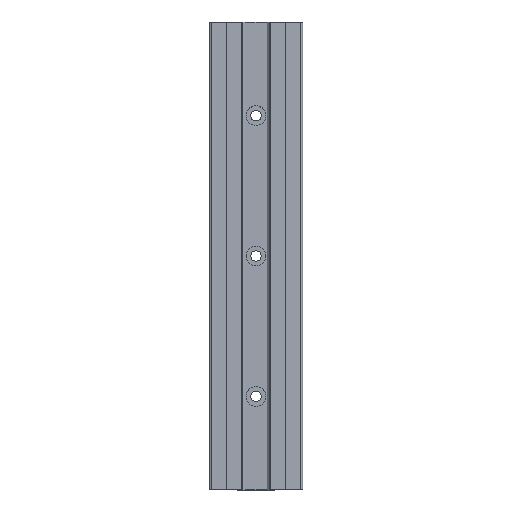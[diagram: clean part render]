
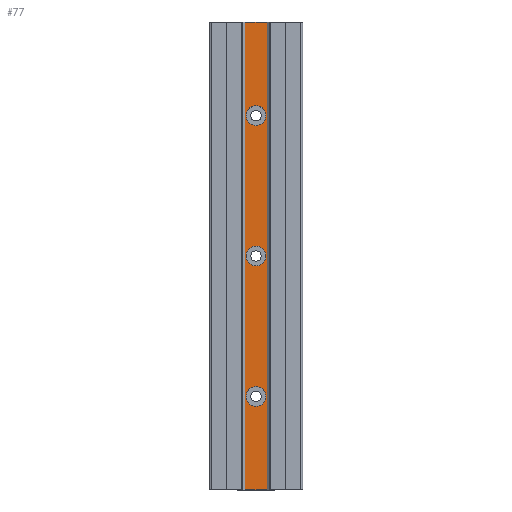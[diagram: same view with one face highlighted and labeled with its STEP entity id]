
A CAD part, top view. The second image highlights one B-rep face of the part: STEP entity #77.
In plain terms, the highlighted planar face has unit normal (0, 0, 1).
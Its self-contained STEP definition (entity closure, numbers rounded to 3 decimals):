
#19 = FACE_OUTER_BOUND ( 'NONE', #143, .T. ) ;
#34 = FACE_BOUND ( 'NONE', #1282, .T. ) ;
#61 = DIRECTION ( 'NONE',  ( 0., 0., 1. ) ) ;
#64 = DIRECTION ( 'NONE',  ( 1., 0., 0. ) ) ;
#77 = ADVANCED_FACE ( 'NONE', ( #1203, #34, #1276, #19 ), #1174, .T. ) ;
#111 = AXIS2_PLACEMENT_3D ( 'NONE', #617, #484, #122 ) ;
#117 = EDGE_LOOP ( 'NONE', ( #789, #803 ) ) ;
#122 = DIRECTION ( 'NONE',  ( 1., 0., 0. ) ) ;
#124 = LINE ( 'NONE', #765, #1467 ) ;
#143 = EDGE_LOOP ( 'NONE', ( #713, #555, #563, #1012 ) ) ;
#190 = CARTESIAN_POINT ( 'NONE',  ( 4.75, 0., 4.5 ) ) ;
#199 = DIRECTION ( 'NONE',  ( 0., 0., 1. ) ) ;
#210 = VERTEX_POINT ( 'NONE', #590 ) ;
#218 = AXIS2_PLACEMENT_3D ( 'NONE', #1443, #453, #64 ) ;
#252 = CARTESIAN_POINT ( 'NONE',  ( -4.25, 160., 4.5 ) ) ;
#298 = DIRECTION ( 'NONE',  ( 1., 0., 0. ) ) ;
#398 = VECTOR ( 'NONE', #491, 1000. ) ;
#405 = VERTEX_POINT ( 'NONE', #987 ) ;
#453 = DIRECTION ( 'NONE',  ( 0., 0., -1. ) ) ;
#482 = VERTEX_POINT ( 'NONE', #1379 ) ;
#484 = DIRECTION ( 'NONE',  ( 0., 0., -1. ) ) ;
#491 = DIRECTION ( 'NONE',  ( 0., -1., 0. ) ) ;
#492 = VERTEX_POINT ( 'NONE', #1504 ) ;
#496 = ORIENTED_EDGE ( 'NONE', *, *, #710, .F. ) ;
#518 = VERTEX_POINT ( 'NONE', #252 ) ;
#528 = EDGE_CURVE ( 'NONE', #492, #405, #124, .T. ) ;
#554 = DIRECTION ( 'NONE',  ( 0., 1., 0. ) ) ;
#555 = ORIENTED_EDGE ( 'NONE', *, *, #1127, .T. ) ;
#563 = ORIENTED_EDGE ( 'NONE', *, *, #528, .T. ) ;
#568 = CIRCLE ( 'NONE', #218, 4.25 ) ;
#586 = EDGE_LOOP ( 'NONE', ( #496, #658 ) ) ;
#590 = CARTESIAN_POINT ( 'NONE',  ( 4.25, 100., 4.5 ) ) ;
#595 = EDGE_CURVE ( 'NONE', #518, #482, #1339, .T. ) ;
#597 = VERTEX_POINT ( 'NONE', #1092 ) ;
#603 = CARTESIAN_POINT ( 'NONE',  ( 0., 0., 4.5 ) ) ;
#617 = CARTESIAN_POINT ( 'NONE',  ( 0., 100., 4.5 ) ) ;
#630 = CARTESIAN_POINT ( 'NONE',  ( -4.75, 0., 4.5 ) ) ;
#632 = CIRCLE ( 'NONE', #947, 4.25 ) ;
#642 = AXIS2_PLACEMENT_3D ( 'NONE', #1343, #1581, #1573 ) ;
#658 = ORIENTED_EDGE ( 'NONE', *, *, #1097, .F. ) ;
#688 = LINE ( 'NONE', #1483, #398 ) ;
#710 = EDGE_CURVE ( 'NONE', #809, #1042, #1480, .T. ) ;
#713 = ORIENTED_EDGE ( 'NONE', *, *, #1038, .T. ) ;
#733 = LINE ( 'NONE', #1059, #1168 ) ;
#739 = EDGE_CURVE ( 'NONE', #210, #597, #1018, .T. ) ;
#762 = EDGE_CURVE ( 'NONE', #405, #1024, #688, .T. ) ;
#763 = VECTOR ( 'NONE', #985, 1000. ) ;
#765 = CARTESIAN_POINT ( 'NONE',  ( 0., 200., 4.5 ) ) ;
#786 = DIRECTION ( 'NONE',  ( 1., 0., 0. ) ) ;
#789 = ORIENTED_EDGE ( 'NONE', *, *, #1479, .T. ) ;
#798 = CARTESIAN_POINT ( 'NONE',  ( 0., 40., 4.5 ) ) ;
#803 = ORIENTED_EDGE ( 'NONE', *, *, #595, .T. ) ;
#809 = VERTEX_POINT ( 'NONE', #1139 ) ;
#872 = DIRECTION ( 'NONE',  ( 1., 0., 0. ) ) ;
#876 = CARTESIAN_POINT ( 'NONE',  ( 0., 40., 4.5 ) ) ;
#918 = LINE ( 'NONE', #603, #763 ) ;
#931 = DIRECTION ( 'NONE',  ( 1., 0., 0. ) ) ;
#947 = AXIS2_PLACEMENT_3D ( 'NONE', #1032, #1519, #786 ) ;
#985 = DIRECTION ( 'NONE',  ( 1., 0., 0. ) ) ;
#987 = CARTESIAN_POINT ( 'NONE',  ( -4.75, 200., 4.5 ) ) ;
#1011 = DIRECTION ( 'NONE',  ( -1., 0., 0. ) ) ;
#1012 = ORIENTED_EDGE ( 'NONE', *, *, #762, .T. ) ;
#1018 = CIRCLE ( 'NONE', #111, 4.25 ) ;
#1024 = VERTEX_POINT ( 'NONE', #630 ) ;
#1032 = CARTESIAN_POINT ( 'NONE',  ( 0., 160., 4.5 ) ) ;
#1038 = EDGE_CURVE ( 'NONE', #1024, #1564, #918, .T. ) ;
#1042 = VERTEX_POINT ( 'NONE', #1208 ) ;
#1059 = CARTESIAN_POINT ( 'NONE',  ( 4.75, 100., 4.5 ) ) ;
#1060 = ORIENTED_EDGE ( 'NONE', *, *, #1326, .T. ) ;
#1092 = CARTESIAN_POINT ( 'NONE',  ( -4.25, 100., 4.5 ) ) ;
#1097 = EDGE_CURVE ( 'NONE', #1042, #809, #1310, .T. ) ;
#1113 = DIRECTION ( 'NONE',  ( 0., 0., 1. ) ) ;
#1127 = EDGE_CURVE ( 'NONE', #1564, #492, #733, .T. ) ;
#1139 = CARTESIAN_POINT ( 'NONE',  ( 4.25, 40., 4.5 ) ) ;
#1168 = VECTOR ( 'NONE', #554, 1000. ) ;
#1174 = PLANE ( 'NONE',  #1263 ) ;
#1196 = AXIS2_PLACEMENT_3D ( 'NONE', #798, #61, #931 ) ;
#1203 = FACE_BOUND ( 'NONE', #586, .T. ) ;
#1208 = CARTESIAN_POINT ( 'NONE',  ( -4.25, 40., 4.5 ) ) ;
#1263 = AXIS2_PLACEMENT_3D ( 'NONE', #1325, #199, #298 ) ;
#1276 = FACE_BOUND ( 'NONE', #117, .T. ) ;
#1282 = EDGE_LOOP ( 'NONE', ( #1405, #1060 ) ) ;
#1310 = CIRCLE ( 'NONE', #1196, 4.25 ) ;
#1325 = CARTESIAN_POINT ( 'NONE',  ( -4.75, 0., 4.5 ) ) ;
#1326 = EDGE_CURVE ( 'NONE', #597, #210, #568, .T. ) ;
#1339 = CIRCLE ( 'NONE', #642, 4.25 ) ;
#1343 = CARTESIAN_POINT ( 'NONE',  ( 0., 160., 4.5 ) ) ;
#1379 = CARTESIAN_POINT ( 'NONE',  ( 4.25, 160., 4.5 ) ) ;
#1405 = ORIENTED_EDGE ( 'NONE', *, *, #739, .T. ) ;
#1443 = CARTESIAN_POINT ( 'NONE',  ( 0., 100., 4.5 ) ) ;
#1467 = VECTOR ( 'NONE', #1011, 1000. ) ;
#1479 = EDGE_CURVE ( 'NONE', #482, #518, #632, .T. ) ;
#1480 = CIRCLE ( 'NONE', #1546, 4.25 ) ;
#1483 = CARTESIAN_POINT ( 'NONE',  ( -4.75, 100., 4.5 ) ) ;
#1504 = CARTESIAN_POINT ( 'NONE',  ( 4.75, 200., 4.5 ) ) ;
#1519 = DIRECTION ( 'NONE',  ( 0., 0., -1. ) ) ;
#1546 = AXIS2_PLACEMENT_3D ( 'NONE', #876, #1113, #872 ) ;
#1564 = VERTEX_POINT ( 'NONE', #190 ) ;
#1573 = DIRECTION ( 'NONE',  ( 1., 0., 0. ) ) ;
#1581 = DIRECTION ( 'NONE',  ( 0., 0., -1. ) ) ;
